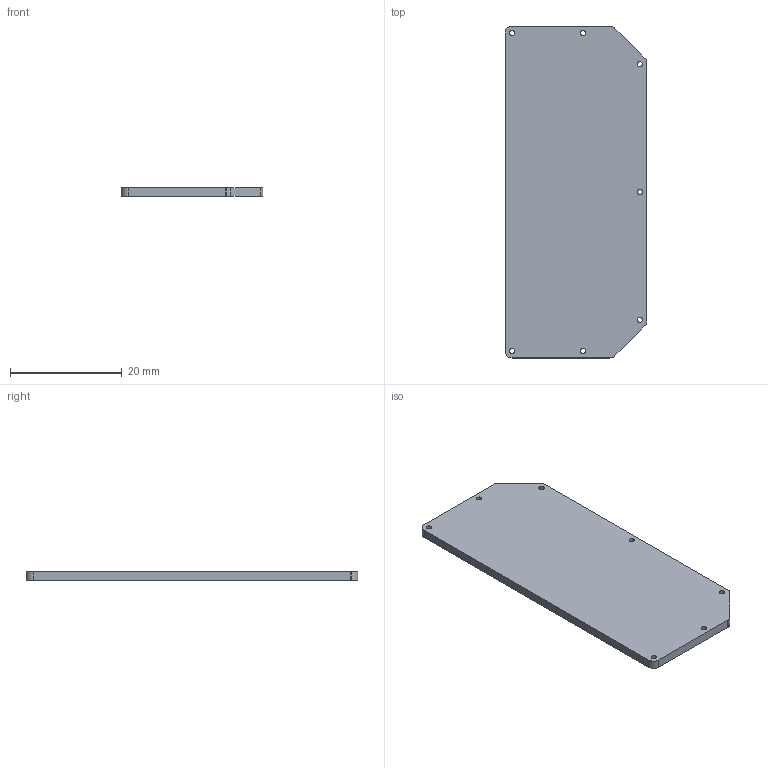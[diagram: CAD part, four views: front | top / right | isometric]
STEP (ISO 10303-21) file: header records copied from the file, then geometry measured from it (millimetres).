
FILE_DESCRIPTION(('KiCad electronic assembly'),'2;1');
FILE_NAME('programming_adapter_floor.step','2025-05-10T19:41:28',( 'Pcbnew'),('Kicad'),'Open CASCADE STEP processor 7.8', 'KiCad to STEP converter','Unknown');
FILE_SCHEMA(('AUTOMOTIVE_DESIGN { 1 0 10303 214 1 1 1 1 }'));
Length unit declared in the file: millimetre
Products named in the file (2): programming_adapter_floor 1; floor_PCB
Assembly tree (1 placements, depth 2):
  programming_adapter_floor 1
    floor_PCB
Bounding box: 25.4 x 59.44 x 1.6 mm (x, y, z)
Volume: 2347 mm3; surface area: 3223.9 mm2
Topology: 1 solids, 1 shells, 27 faces, 75 edges, 50 vertices
Faces by surface type: plane 14, cylinder 13
Full cylindrical faces by diameter (mm): 0.914 x7
Entity records: 940 total; most frequent: DIRECTION 159, CARTESIAN_POINT 154, ORIENTED_EDGE 150, EDGE_CURVE 75, AXIS2_PLACEMENT_3D 55, VERTEX_POINT 50, LINE 49, VECTOR 49
